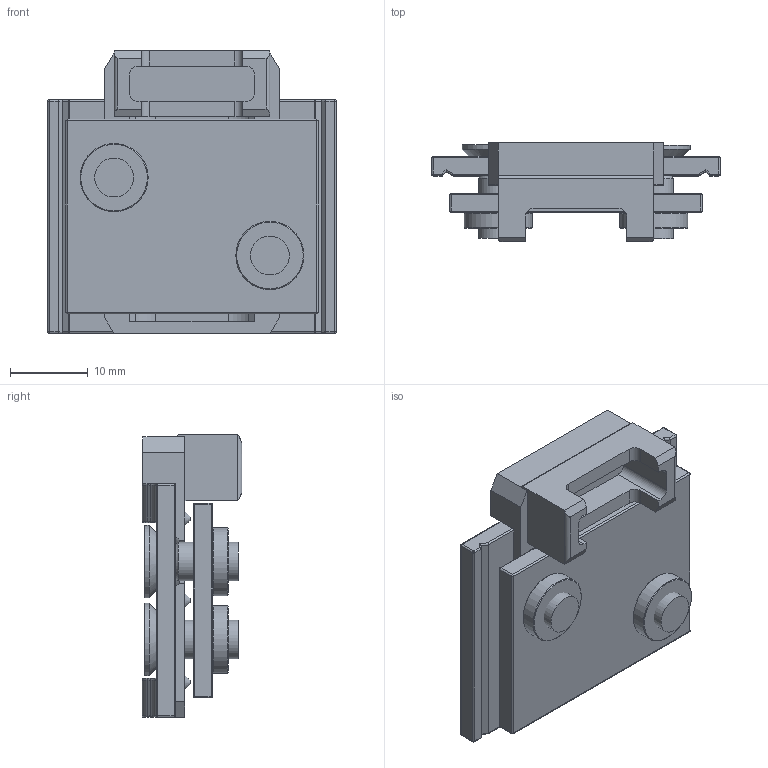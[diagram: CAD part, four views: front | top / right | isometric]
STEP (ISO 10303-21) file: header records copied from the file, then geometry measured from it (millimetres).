
FILE_DESCRIPTION(/* description */ ('FLEXFIT 1537 END STOP 30 MM'),/* implementation_level */ '2;1');
FILE_NAME(/* name */ '205-S11_04.stp',/* time_stamp */ '2020-03-26T09:42:06+01:00',/* author */ ('r.schreurs'),/* organization */ (''),/* preprocessor_version */ 'ST-DEVELOPER v16.13',/* originating_system */ 'Autodesk Inventor 2018',/* authorisation */ '');
FILE_SCHEMA (('AUTOMOTIVE_DESIGN { 1 0 10303 214 3 1 1 }'));
Length unit declared in the file: millimetre
Products named in the file (7): 205-S11; 958-011; 958-011_1; 205-xxx; 921948; 958-010; 914A38
Assembly tree (8 placements, depth 3):
  205-S11
    958-011
      958-011_1
      205-xxx  x2
    921948
    958-010
    914A38  x2
Bounding box: 37 x 12.8 x 36.3 mm (x, y, z)
Volume: 7203.5 mm3; surface area: 8297.9 mm2
Topology: 7 solids, 7 shells, 382 faces, 953 edges, 592 vertices
Faces by surface type: cylinder 172, plane 137, torus 32, cone 21, sphere 20
Full cylindrical faces by diameter (mm): 4.134 x2, 4.391 x2, 5 x2, 6.2 x2, 6.35 x2, 7.25 x2, 8.75 x2, 9.3 x2
Entity records: 10319 total; most frequent: CARTESIAN_POINT 1987, DIRECTION 1792, ORIENTED_EDGE 1612, EDGE_CURVE 806, AXIS2_PLACEMENT_3D 673, VERTEX_POINT 512, LINE 446, VECTOR 446
